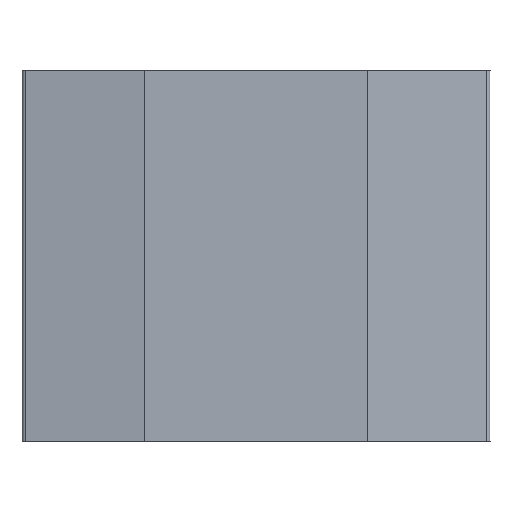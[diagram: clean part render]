
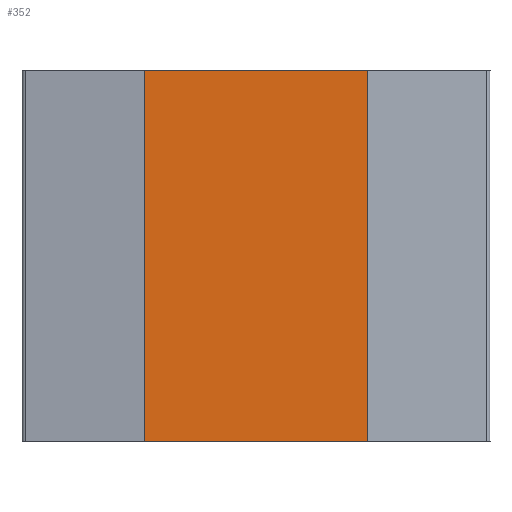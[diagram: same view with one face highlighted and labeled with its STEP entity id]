
A CAD part, front view. The second image highlights one B-rep face of the part: STEP entity #352.
In plain terms, the highlighted planar face has unit normal (0, -1, 0).
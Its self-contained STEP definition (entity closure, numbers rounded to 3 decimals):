
#6 = EDGE_LOOP ( 'NONE', ( #404, #407, #121, #22 ) ) ;
#17 = DIRECTION ( 'NONE',  ( 0., 0., -1. ) ) ;
#22 = ORIENTED_EDGE ( 'NONE', *, *, #431, .T. ) ;
#31 = AXIS2_PLACEMENT_3D ( 'NONE', #201, #73, #340 ) ;
#33 = VERTEX_POINT ( 'NONE', #212 ) ;
#37 = CARTESIAN_POINT ( 'NONE',  ( -15., -2.5, 0. ) ) ;
#39 = CARTESIAN_POINT ( 'NONE',  ( 15., -2.5, 0. ) ) ;
#48 = PLANE ( 'NONE',  #31 ) ;
#62 = EDGE_CURVE ( 'NONE', #33, #317, #389, .T. ) ;
#73 = DIRECTION ( 'NONE',  ( 0., 1., 0. ) ) ;
#102 = LINE ( 'NONE', #406, #160 ) ;
#121 = ORIENTED_EDGE ( 'NONE', *, *, #319, .F. ) ;
#140 = LINE ( 'NONE', #37, #310 ) ;
#160 = VECTOR ( 'NONE', #368, 1000. ) ;
#175 = FACE_OUTER_BOUND ( 'NONE', #6, .T. ) ;
#181 = LINE ( 'NONE', #184, #365 ) ;
#184 = CARTESIAN_POINT ( 'NONE',  ( -15., -2.5, 50. ) ) ;
#187 = CARTESIAN_POINT ( 'NONE',  ( 15., -2.5, 50. ) ) ;
#189 = DIRECTION ( 'NONE',  ( 0., 0., -1. ) ) ;
#193 = VECTOR ( 'NONE', #189, 1000. ) ;
#201 = CARTESIAN_POINT ( 'NONE',  ( -15., -2.5, 50. ) ) ;
#212 = CARTESIAN_POINT ( 'NONE',  ( 15., -2.5, 50. ) ) ;
#268 = DIRECTION ( 'NONE',  ( 1., 0., 0. ) ) ;
#272 = VERTEX_POINT ( 'NONE', #410 ) ;
#310 = VECTOR ( 'NONE', #268, 1000. ) ;
#315 = EDGE_CURVE ( 'NONE', #351, #317, #140, .T. ) ;
#317 = VERTEX_POINT ( 'NONE', #39 ) ;
#319 = EDGE_CURVE ( 'NONE', #272, #33, #102, .T. ) ;
#340 = DIRECTION ( 'NONE',  ( -1., 0., 0. ) ) ;
#351 = VERTEX_POINT ( 'NONE', #374 ) ;
#352 = ADVANCED_FACE ( 'NONE', ( #175 ), #48, .F. ) ;
#365 = VECTOR ( 'NONE', #17, 1000. ) ;
#368 = DIRECTION ( 'NONE',  ( 1., 0., 0. ) ) ;
#374 = CARTESIAN_POINT ( 'NONE',  ( -15., -2.5, 0. ) ) ;
#389 = LINE ( 'NONE', #187, #193 ) ;
#404 = ORIENTED_EDGE ( 'NONE', *, *, #315, .T. ) ;
#406 = CARTESIAN_POINT ( 'NONE',  ( -15., -2.5, 50. ) ) ;
#407 = ORIENTED_EDGE ( 'NONE', *, *, #62, .F. ) ;
#410 = CARTESIAN_POINT ( 'NONE',  ( -15., -2.5, 50. ) ) ;
#431 = EDGE_CURVE ( 'NONE', #272, #351, #181, .T. ) ;
